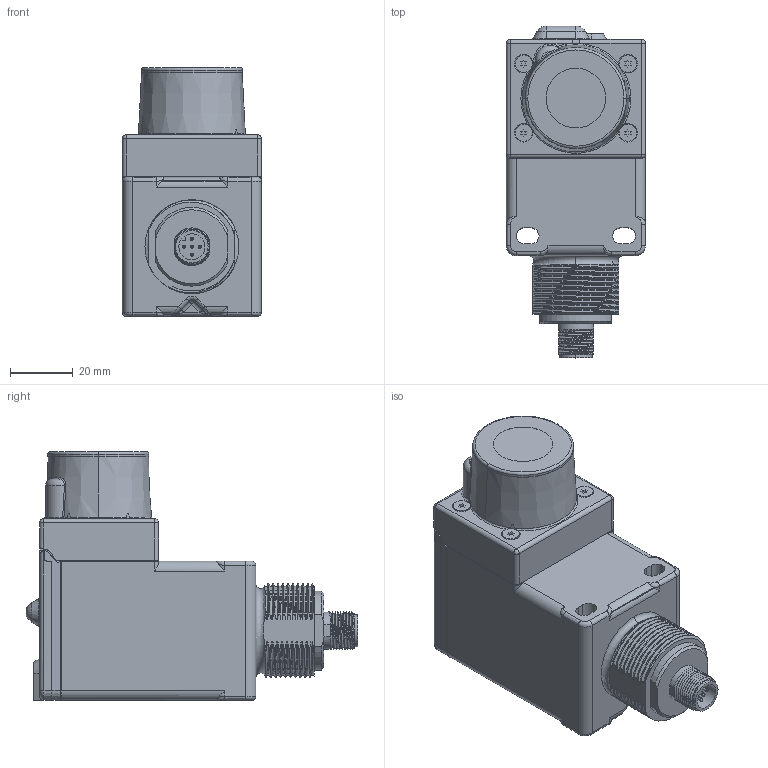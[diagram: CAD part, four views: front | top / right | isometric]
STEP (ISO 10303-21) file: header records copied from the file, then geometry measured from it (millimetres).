
FILE_DESCRIPTION((''),'2;1');
FILE_NAME('156716_SM01_ASM','2022-11-07T12:20:32',('PDMAdmin'),('BANNER ENGINEERING'),'CREO PARAMETRIC BY PTC INC, 2019292','CREO PARAMETRIC BY PTC INC, 2019292','');
FILE_SCHEMA(('CONFIG_CONTROL_DESIGN'));
Length unit declared in the file: millimetre
Products named in the file (2): 156716_EP01; 156716_SM01_ASM
Assembly tree (1 placements, depth 2):
  156716_SM01_ASM
    156716_EP01
Bounding box: 44.57 x 106.03 x 79.43 mm (x, y, z)
Volume: 187150 mm3; surface area: 27111.2 mm2
Topology: 1 solids, 1 shells, 584 faces, 1541 edges, 977 vertices
Faces by surface type: plane 217, cylinder 152, bspline 126, cone 49, torus 29, sphere 11
Entity records: 31313 total; most frequent: CARTESIAN_POINT 17823, ORIENTED_EDGE 3068, DIRECTION 2392, EDGE_CURVE 1534, VERTEX_POINT 977, AXIS2_PLACEMENT_3D 817, VECTOR 758, LINE 758
